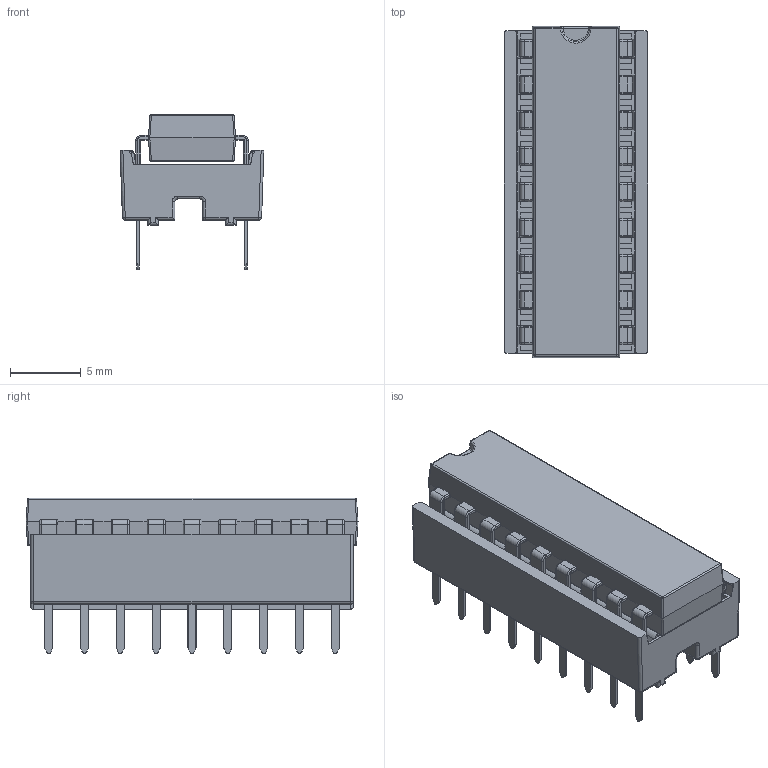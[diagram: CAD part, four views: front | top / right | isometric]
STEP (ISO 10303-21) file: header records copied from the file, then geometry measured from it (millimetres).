
FILE_DESCRIPTION(/* description */ (''),/* implementation_level */ '2;1');
FILE_NAME(/* name */ 'DIP-18 W7.62mm IC with Socket.stp',/* time_stamp */ '2019-09-26T14:55:07+02:00',/* author */ ('PCB-Tech'),/* organization */ (''),/* preprocessor_version */ 'ST-DEVELOPER v17.2',/* originating_system */ 'Autodesk Inventor 2019',/* authorisation */ '');
FILE_SCHEMA (('AUTOMOTIVE_DESIGN { 1 0 10303 214 3 1 1 }'));
Length unit declared in the file: millimetre
Products named in the file (6): DIP-18 W7.62mm IC with Socket; Stamped Dual Wipe Contact for DIP Sockets; Body DIP-18 P7.62mm Socket; DIP-18 7.62mm Package; DIP-18 W7.62; IC Beinchen
Assembly tree (39 placements, depth 3):
  DIP-18 W7.62mm IC with Socket
    Stamped Dual Wipe Contact for DIP Sockets  x18
    Body DIP-18 P7.62mm Socket
    DIP-18 7.62mm Package
      IC Beinchen  x18
      DIP-18 W7.62
Bounding box: 10.2 x 23.54 x 11.01 mm (x, y, z)
Volume: 1093.6 mm3; surface area: 2946.2 mm2
Topology: 38 solids, 38 shells, 7034 faces, 17084 edges, 10249 vertices
Faces by surface type: plane 2205, cylinder 2045, bspline 1612, torus 905, sphere 267
Entity records: 35992 total; most frequent: CARTESIAN_POINT 12756, ORIENTED_EDGE 4950, DIRECTION 4575, EDGE_CURVE 2475, LINE 1731, VECTOR 1731, VERTEX_POINT 1561, AXIS2_PLACEMENT_3D 1422
